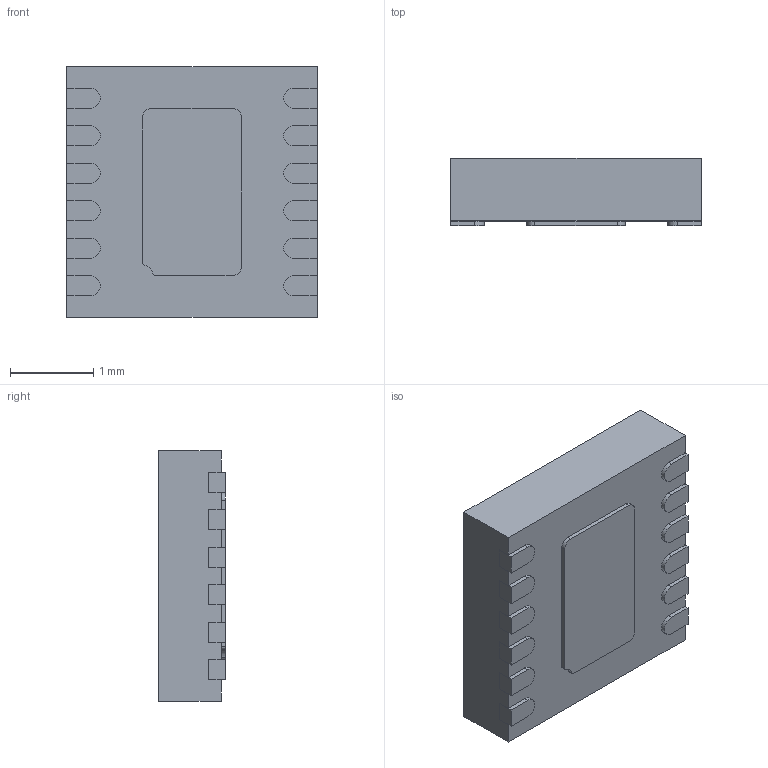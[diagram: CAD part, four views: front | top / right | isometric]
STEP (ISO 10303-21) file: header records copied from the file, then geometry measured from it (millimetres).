
FILE_DESCRIPTION (( 'STEP AP214' ), '1' );
FILE_NAME ('STNS01PUR.STEP', '2023-12-26T16:25:57', ( 'LENOVO' ), ( '' ), 'SwSTEP 2.0', 'SolidWorks 2021', '' );
FILE_SCHEMA (( 'AUTOMOTIVE_DESIGN' ));
Length unit declared in the file: millimetre
Products named in the file (1): STNS01PUR
Bounding box: 3 x 0.8 x 3 mm (x, y, z)
Volume: 6.9 mm3; surface area: 40.4 mm2
Topology: 15 solids, 15 shells, 156 faces, 372 edges, 248 vertices
Faces by surface type: plane 116, cylinder 40
Entity records: 4656 total; most frequent: CARTESIAN_POINT 777, DIRECTION 766, ORIENTED_EDGE 744, EDGE_CURVE 372, VECTOR 292, LINE 292, VERTEX_POINT 248, AXIS2_PLACEMENT_3D 237
